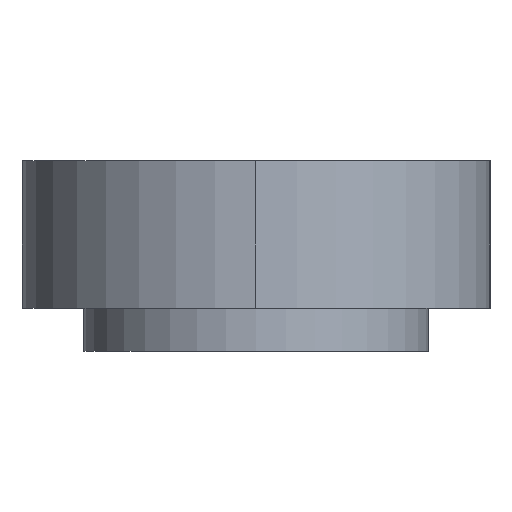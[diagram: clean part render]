
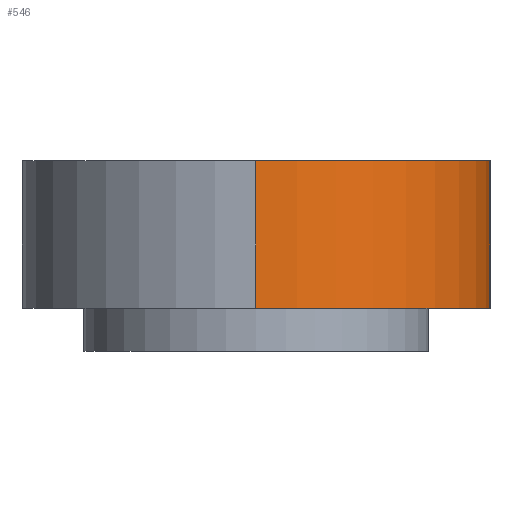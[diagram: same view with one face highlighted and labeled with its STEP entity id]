
A CAD part, left-side view. The second image highlights one B-rep face of the part: STEP entity #546.
In plain terms, the highlighted cylindrical face has radius 19 mm (diameter 38 mm), a partial arc.
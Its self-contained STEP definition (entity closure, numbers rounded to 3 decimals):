
#15 = DIRECTION ( 'NONE',  ( 0., 0., 1. ) ) ;
#25 = LINE ( 'NONE', #1583, #1528 ) ;
#36 = ORIENTED_EDGE ( 'NONE', *, *, #925, .F. ) ;
#188 = VERTEX_POINT ( 'NONE', #1172 ) ;
#197 = ORIENTED_EDGE ( 'NONE', *, *, #432, .T. ) ;
#287 = LINE ( 'NONE', #936, #1989 ) ;
#312 = AXIS2_PLACEMENT_3D ( 'NONE', #995, #505, #1472 ) ;
#320 = EDGE_LOOP ( 'NONE', ( #1018, #197, #1226, #36 ) ) ;
#333 = VERTEX_POINT ( 'NONE', #1553 ) ;
#432 = EDGE_CURVE ( 'NONE', #673, #188, #25, .T. ) ;
#464 = DIRECTION ( 'NONE',  ( 0., 0., 1. ) ) ;
#467 = EDGE_CURVE ( 'NONE', #188, #1687, #1139, .T. ) ;
#491 = CARTESIAN_POINT ( 'NONE',  ( -44.5, 0., 0. ) ) ;
#505 = DIRECTION ( 'NONE',  ( 0., 0., -1. ) ) ;
#546 = ADVANCED_FACE ( 'NONE', ( #1635 ), #1297, .T. ) ;
#614 = CARTESIAN_POINT ( 'NONE',  ( -63.5, 0., 12. ) ) ;
#633 = AXIS2_PLACEMENT_3D ( 'NONE', #491, #15, #1126 ) ;
#673 = VERTEX_POINT ( 'NONE', #614 ) ;
#925 = EDGE_CURVE ( 'NONE', #333, #1687, #287, .T. ) ;
#936 = CARTESIAN_POINT ( 'NONE',  ( -44.5, -19., 12. ) ) ;
#937 = AXIS2_PLACEMENT_3D ( 'NONE', #1268, #464, #1101 ) ;
#945 = DIRECTION ( 'NONE',  ( 0., 0., -1. ) ) ;
#969 = DIRECTION ( 'NONE',  ( 0., 0., -1. ) ) ;
#995 = CARTESIAN_POINT ( 'NONE',  ( -44.5, 0., 12. ) ) ;
#998 = EDGE_CURVE ( 'NONE', #673, #333, #1799, .T. ) ;
#1018 = ORIENTED_EDGE ( 'NONE', *, *, #998, .F. ) ;
#1101 = DIRECTION ( 'NONE',  ( 1., 0., 0. ) ) ;
#1126 = DIRECTION ( 'NONE',  ( 1., 0., 0. ) ) ;
#1139 = CIRCLE ( 'NONE', #633, 19. ) ;
#1172 = CARTESIAN_POINT ( 'NONE',  ( -63.5, 0., 0. ) ) ;
#1226 = ORIENTED_EDGE ( 'NONE', *, *, #467, .T. ) ;
#1268 = CARTESIAN_POINT ( 'NONE',  ( -44.5, 0., 12. ) ) ;
#1297 = CYLINDRICAL_SURFACE ( 'NONE', #312, 19. ) ;
#1472 = DIRECTION ( 'NONE',  ( -1., 0., 0. ) ) ;
#1528 = VECTOR ( 'NONE', #969, 1000. ) ;
#1553 = CARTESIAN_POINT ( 'NONE',  ( -44.5, -19., 12. ) ) ;
#1583 = CARTESIAN_POINT ( 'NONE',  ( -63.5, 0., 12. ) ) ;
#1635 = FACE_OUTER_BOUND ( 'NONE', #320, .T. ) ;
#1651 = CARTESIAN_POINT ( 'NONE',  ( -44.5, -19., 0. ) ) ;
#1687 = VERTEX_POINT ( 'NONE', #1651 ) ;
#1799 = CIRCLE ( 'NONE', #937, 19. ) ;
#1989 = VECTOR ( 'NONE', #945, 1000. ) ;
